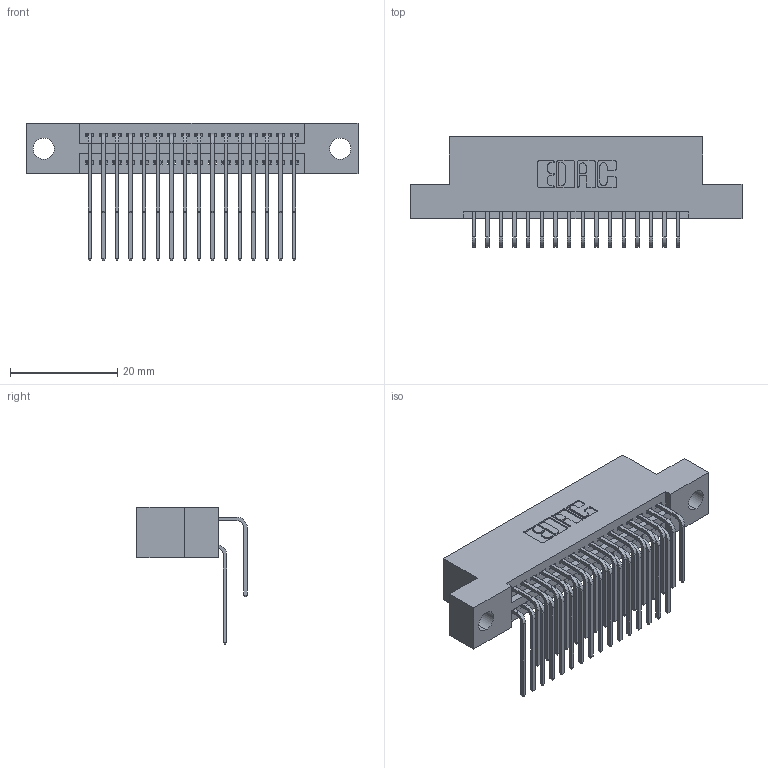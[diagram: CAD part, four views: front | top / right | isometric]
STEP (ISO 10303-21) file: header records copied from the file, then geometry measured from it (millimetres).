
FILE_DESCRIPTION (( 'STEP AP203' ), '1' );
FILE_NAME ('395-032-559-204.STEP', '2018-11-12T23:56:05', ( '' ), ( '' ), 'SwSTEP 2.0', 'SolidWorks 2016', '' );
FILE_SCHEMA (( 'CONFIG_CONTROL_DESIGN' ));
Length unit declared in the file: inch
Products named in the file (4): 345 Part_Flush Mounting Lugs - 0.156 Dia-TH; 345-292-001_559 Tail - 2; 395-032-559-204; 345-292-001_558 559 Tail - 1
Assembly tree (33 placements, depth 2):
  395-032-559-204
    345 Part_Flush Mounting Lugs - 0.156 Dia-TH
    345-292-001_558 559 Tail - 1  x16
    345-292-001_559 Tail - 2  x16
Bounding box: 61.85 x 20.56 x 25.53 mm (x, y, z)
Volume: 5863.5 mm3; surface area: 8846.9 mm2
Topology: 33 solids, 33 shells, 1790 faces, 5301 edges, 3490 vertices
Faces by surface type: plane 1200, cylinder 590
Entity records: 17709 total; most frequent: CARTESIAN_POINT 3039, ORIENTED_EDGE 2922, DIRECTION 2685, EDGE_CURVE 1461, VECTOR 1225, LINE 1225, VERTEX_POINT 970, AXIS2_PLACEMENT_3D 730
